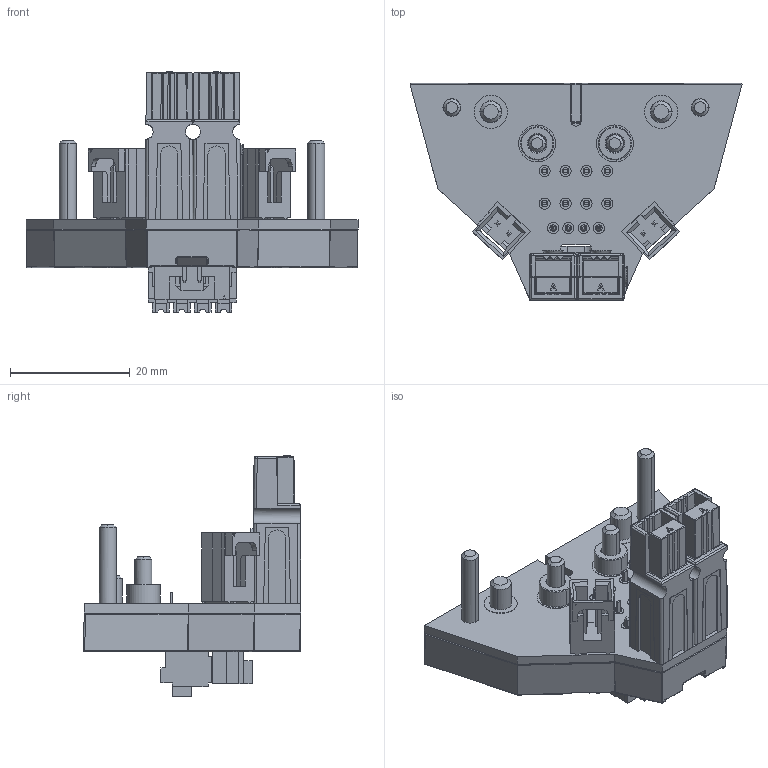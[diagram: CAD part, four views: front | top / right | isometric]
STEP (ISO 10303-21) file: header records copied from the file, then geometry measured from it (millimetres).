
FILE_DESCRIPTION (( 'STEP AP214' ), '1' );
FILE_NAME ('WCP-1380 Rev4.STEP', '2024-03-21T21:58:02', ( '' ), ( '' ), 'SwSTEP 2.0', 'SolidWorks 2022', '' );
FILE_SCHEMA (( 'AUTOMOTIVE_DESIGN' ));
Length unit declared in the file: inch
Products named in the file (1): WCP-1380 Rev4
Bounding box: 55.54 x 36.47 x 40.22 mm (x, y, z)
Volume: 10884.3 mm3; surface area: 14194.6 mm2
Topology: 1 solids, 6 shells, 2663 faces, 6686 edges, 4080 vertices
Faces by surface type: plane 1276, cylinder 848, bspline 216, sphere 146, cone 116, torus 61
Entity records: 117033 total; most frequent: CARTESIAN_POINT 20730, ORIENTED_EDGE 13246, DIRECTION 12475, EDGE_CURVE 6623, VECTOR 4179, LINE 4179, AXIS2_PLACEMENT_3D 4148, VERTEX_POINT 4070
